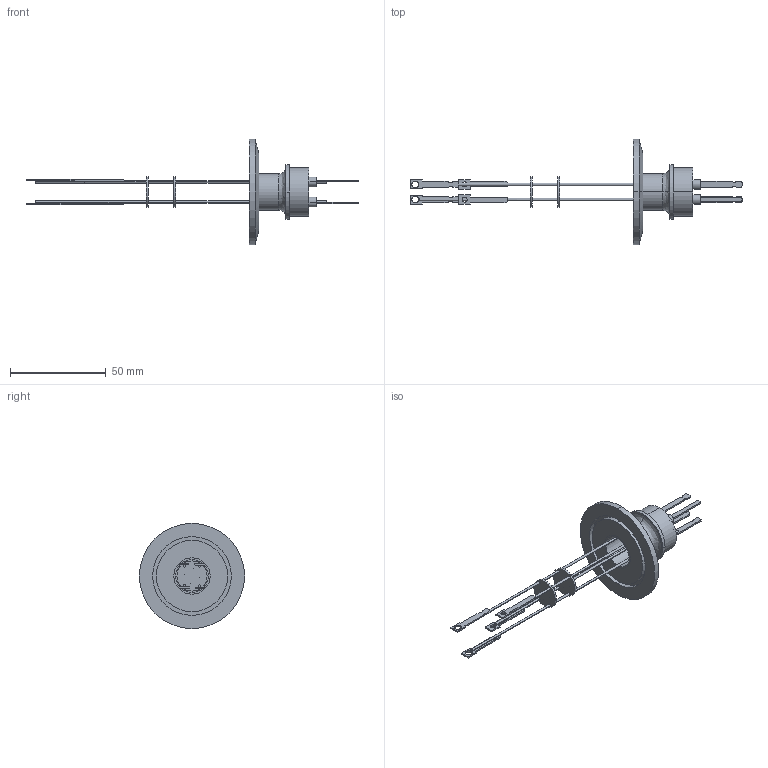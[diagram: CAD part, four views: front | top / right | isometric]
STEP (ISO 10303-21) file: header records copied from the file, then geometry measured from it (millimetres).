
FILE_DESCRIPTION (( 'STEP AP214' ), '1' );
FILE_NAME ('262-TCK-2-K40.STEP', '2014-06-05T06:44:55', ( 'allectra' ), ( 'Microsoft' ), 'SwSTEP 2.0', 'SolidWorks 2014', '' );
FILE_SCHEMA (( 'AUTOMOTIVE_DESIGN' ));
Length unit declared in the file: millimetre
Products named in the file (3): 262-TCK-2; 9431-K40-19_DN40 KF; 262-TCK-2-K40
Assembly tree (2 placements, depth 2):
  262-TCK-2-K40
    9431-K40-19_DN40 KF
    262-TCK-2
Bounding box: 173.74 x 55 x 55 mm (x, y, z)
Volume: 14250.3 mm3; surface area: 16545.2 mm2
Topology: 2 solids, 6 shells, 282 faces, 704 edges, 466 vertices
Faces by surface type: cylinder 148, plane 112, bspline 12, cone 10
Entity records: 9066 total; most frequent: CARTESIAN_POINT 1871, DIRECTION 1574, ORIENTED_EDGE 1408, EDGE_CURVE 704, AXIS2_PLACEMENT_3D 609, VERTEX_POINT 466, EDGE_LOOP 360, LINE 356
